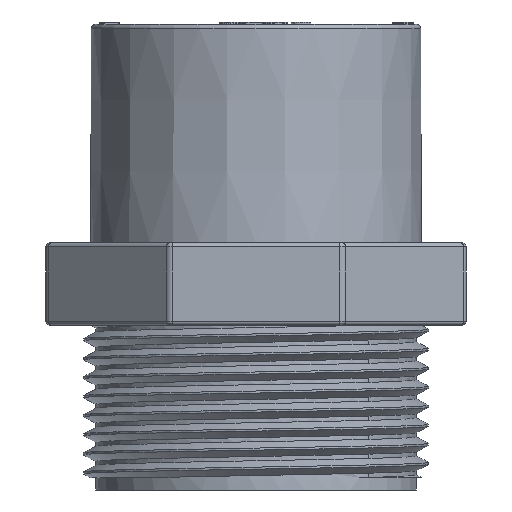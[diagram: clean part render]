
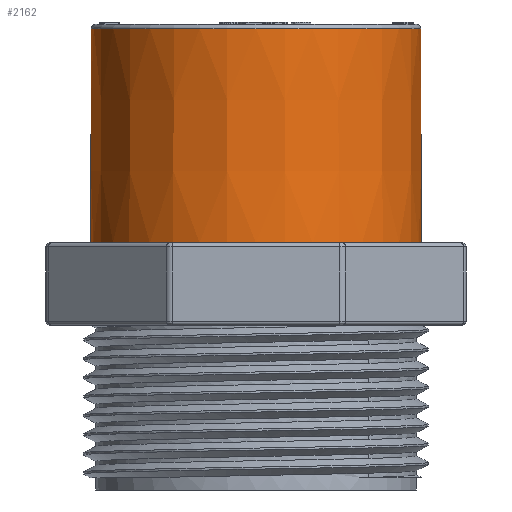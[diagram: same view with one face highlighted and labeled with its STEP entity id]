
A CAD part, left-side view. The second image highlights one B-rep face of the part: STEP entity #2162.
In plain terms, the highlighted conical face has half-angle 0.116 degrees and reference radius 20 mm.
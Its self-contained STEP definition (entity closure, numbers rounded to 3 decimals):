
#52=CONICAL_SURFACE('',#13771,20.,0.116);
#2162=ADVANCED_FACE('',(#3592,#3593),#52,.T.);
#3592=FACE_BOUND('',#3682,.T.);
#3593=FACE_BOUND('',#3683,.T.);
#3682=EDGE_LOOP('',(#4670));
#3683=EDGE_LOOP('',(#4671));
#4484=CIRCLE('',#13759,20.001);
#4487=CIRCLE('',#13765,20.054);
#4670=ORIENTED_EDGE('',*,*,#10249,.T.);
#4671=ORIENTED_EDGE('',*,*,#10242,.T.);
#8825=VERTEX_POINT('',#19110);
#8830=VERTEX_POINT('',#19125);
#10242=EDGE_CURVE('',#8825,#8825,#4484,.T.);
#10249=EDGE_CURVE('',#8830,#8830,#4487,.T.);
#13759=AXIS2_PLACEMENT_3D('',#19109,#14672,#14673);
#13765=AXIS2_PLACEMENT_3D('',#19124,#14688,#14689);
#13771=AXIS2_PLACEMENT_3D('',#19140,#14703,#14704);
#14672=DIRECTION('',(0.,0.,-1.));
#14673=DIRECTION('',(0.,1.,0.));
#14688=DIRECTION('',(0.,0.,1.));
#14689=DIRECTION('',(0.,1.,0.));
#14703=DIRECTION('',(0.,0.,-1.));
#14704=DIRECTION('',(0.,-1.,0.));
#19109=CARTESIAN_POINT('',(189.,464.5,45.005));
#19110=CARTESIAN_POINT('',(189.,484.501,45.005));
#19124=CARTESIAN_POINT('',(189.,464.5,19.004));
#19125=CARTESIAN_POINT('',(189.,484.554,19.004));
#19140=CARTESIAN_POINT('',(189.,464.5,45.504));
